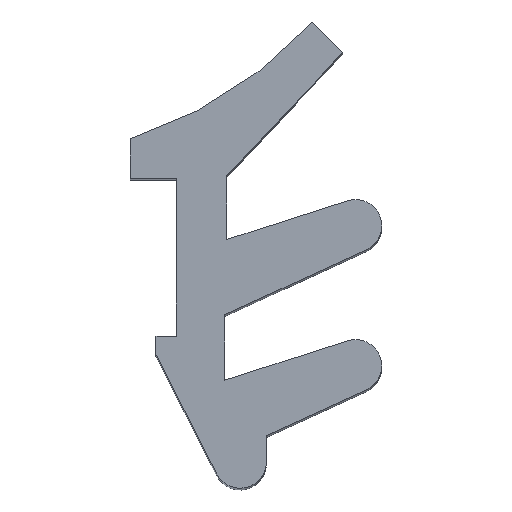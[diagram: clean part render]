
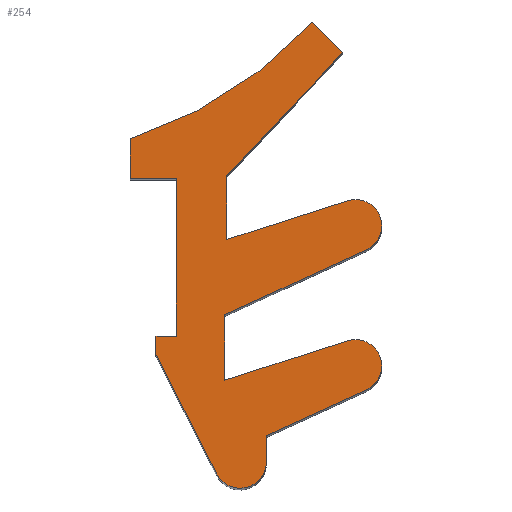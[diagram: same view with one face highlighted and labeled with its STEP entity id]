
A CAD part, top view. The second image highlights one B-rep face of the part: STEP entity #254.
In plain terms, the highlighted planar face has unit normal (0, 0, 1).
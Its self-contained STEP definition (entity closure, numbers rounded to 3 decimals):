
#1 = CARTESIAN_POINT ( 'NONE',  ( 0., 6., 40. ) ) ;
#2 = CARTESIAN_POINT ( 'NONE',  ( 6.312, 10.765, 40. ) ) ;
#4 = VERTEX_POINT ( 'NONE', #2 ) ;
#10 = VERTEX_POINT ( 'NONE', #625 ) ;
#12 = EDGE_CURVE ( 'NONE', #216, #414, #680, .T. ) ;
#18 = AXIS2_PLACEMENT_3D ( 'NONE', #581, #21, #121 ) ;
#19 = DIRECTION ( 'NONE',  ( 0., -1., 0. ) ) ;
#21 = DIRECTION ( 'NONE',  ( 0., 0., -1. ) ) ;
#24 = CARTESIAN_POINT ( 'NONE',  ( 1.836, 0.812, 40. ) ) ;
#26 = VERTEX_POINT ( 'NONE', #228 ) ;
#32 = VERTEX_POINT ( 'NONE', #514 ) ;
#38 = VERTEX_POINT ( 'NONE', #470 ) ;
#56 = VERTEX_POINT ( 'NONE', #413 ) ;
#57 = CARTESIAN_POINT ( 'NONE',  ( -0.776, -0.7, 40. ) ) ;
#59 = EDGE_CURVE ( 'NONE', #379, #32, #634, .T. ) ;
#63 = EDGE_CURVE ( 'NONE', #372, #615, #101, .T. ) ;
#66 = VECTOR ( 'NONE', #528, 1000. ) ;
#69 = LINE ( 'NONE', #300, #361 ) ;
#76 = CARTESIAN_POINT ( 'NONE',  ( 1.92, 6.102, 40. ) ) ;
#80 = ORIENTED_EDGE ( 'NONE', *, *, #305, .T. ) ;
#82 = CARTESIAN_POINT ( 'NONE',  ( 1.836, -1.675, 40. ) ) ;
#86 = DIRECTION ( 'NONE',  ( 0.453, -0.891, 0. ) ) ;
#90 = VECTOR ( 'NONE', #531, 1000. ) ;
#91 = VECTOR ( 'NONE', #480, 1000. ) ;
#101 = CIRCLE ( 'NONE', #517, 1. ) ;
#105 = LINE ( 'NONE', #340, #91 ) ;
#121 = DIRECTION ( 'NONE',  ( 0., -1., 0. ) ) ;
#128 = DIRECTION ( 'NONE',  ( 0., 0., 1. ) ) ;
#132 = DIRECTION ( 'NONE',  ( -1., 0., 0. ) ) ;
#133 = ORIENTED_EDGE ( 'NONE', *, *, #197, .T. ) ;
#134 = CARTESIAN_POINT ( 'NONE',  ( 6.496, 5.144, 40. ) ) ;
#135 = LINE ( 'NONE', #476, #297 ) ;
#139 = DIRECTION ( 'NONE',  ( -0.952, -0.306, 0. ) ) ;
#140 = VERTEX_POINT ( 'NONE', #490 ) ;
#143 = CARTESIAN_POINT ( 'NONE',  ( 1.836, -1.675, 40. ) ) ;
#146 = EDGE_CURVE ( 'NONE', #4, #328, #707, .T. ) ;
#151 = VECTOR ( 'NONE', #139, 1000. ) ;
#157 = CARTESIAN_POINT ( 'NONE',  ( 6.312, 10.765, 40. ) ) ;
#167 = ORIENTED_EDGE ( 'NONE', *, *, #59, .T. ) ;
#176 = DIRECTION ( 'NONE',  ( 0.686, 0.728, 0. ) ) ;
#180 = ORIENTED_EDGE ( 'NONE', *, *, #200, .T. ) ;
#181 = CARTESIAN_POINT ( 'NONE',  ( -1.753, 7.5, 40. ) ) ;
#187 = LINE ( 'NONE', #430, #387 ) ;
#191 = CARTESIAN_POINT ( 'NONE',  ( 5.18, 11.938, 40. ) ) ;
#195 = LINE ( 'NONE', #76, #66 ) ;
#197 = EDGE_CURVE ( 'NONE', #615, #26, #135, .T. ) ;
#200 = EDGE_CURVE ( 'NONE', #328, #577, #285, .T. ) ;
#201 = EDGE_CURVE ( 'NONE', #32, #216, #187, .T. ) ;
#202 = CARTESIAN_POINT ( 'NONE',  ( -0.776, -0.7, 40. ) ) ;
#212 = VECTOR ( 'NONE', #176, 1000. ) ;
#213 = CARTESIAN_POINT ( 'NONE',  ( 5.18, 11.938, 40. ) ) ;
#214 = VERTEX_POINT ( 'NONE', #427 ) ;
#216 = VERTEX_POINT ( 'NONE', #301 ) ;
#223 = EDGE_CURVE ( 'NONE', #419, #56, #371, .T. ) ;
#227 = DIRECTION ( 'NONE',  ( 0.909, 0.417, 0. ) ) ;
#228 = CARTESIAN_POINT ( 'NONE',  ( 1.92, 3.673, 40. ) ) ;
#230 = EDGE_CURVE ( 'NONE', #214, #709, #399, .T. ) ;
#232 = VECTOR ( 'NONE', #404, 1000. ) ;
#236 = DIRECTION ( 'NONE',  ( -1., 0., 0. ) ) ;
#244 = DIRECTION ( 'NONE',  ( -0.694, 0.72, 0. ) ) ;
#252 = DIRECTION ( 'NONE',  ( -1., 0., 0. ) ) ;
#253 = EDGE_CURVE ( 'NONE', #26, #140, #195, .T. ) ;
#254 = ADVANCED_FACE ( 'NONE', ( #636 ), #309, .F. ) ;
#268 = ORIENTED_EDGE ( 'NONE', *, *, #253, .T. ) ;
#271 = EDGE_LOOP ( 'NONE', ( #589, #167, #651, #499, #80, #541, #580, #663, #291, #307, #408, #598, #276, #133, #268, #390, #494, #180, #722 ) ) ;
#276 = ORIENTED_EDGE ( 'NONE', *, *, #63, .T. ) ;
#279 = EDGE_CURVE ( 'NONE', #325, #607, #538, .T. ) ;
#285 = CIRCLE ( 'NONE', #310, 16. ) ;
#291 = ORIENTED_EDGE ( 'NONE', *, *, #279, .T. ) ;
#297 = VECTOR ( 'NONE', #362, 1000. ) ;
#300 = CARTESIAN_POINT ( 'NONE',  ( 7.219, -2.038, 40. ) ) ;
#301 = CARTESIAN_POINT ( 'NONE',  ( -0.776, 0., 40. ) ) ;
#305 = EDGE_CURVE ( 'NONE', #414, #214, #505, .T. ) ;
#307 = ORIENTED_EDGE ( 'NONE', *, *, #406, .T. ) ;
#309 = PLANE ( 'NONE',  #18 ) ;
#310 = AXIS2_PLACEMENT_3D ( 'NONE', #704, #317, #236 ) ;
#317 = DIRECTION ( 'NONE',  ( 0., 0., -1. ) ) ;
#325 = VERTEX_POINT ( 'NONE', #617 ) ;
#328 = VERTEX_POINT ( 'NONE', #213 ) ;
#329 = CARTESIAN_POINT ( 'NONE',  ( 0., 6., 40. ) ) ;
#338 = CARTESIAN_POINT ( 'NONE',  ( 6.802, 4.192, 40. ) ) ;
#340 = CARTESIAN_POINT ( 'NONE',  ( 3.418, -3.782, 40. ) ) ;
#341 = DIRECTION ( 'NONE',  ( -1., 0., 0. ) ) ;
#349 = VECTOR ( 'NONE', #677, 1000. ) ;
#361 = VECTOR ( 'NONE', #227, 1000. ) ;
#362 = DIRECTION ( 'NONE',  ( -0.952, -0.306, 0. ) ) ;
#371 = LINE ( 'NONE', #24, #90 ) ;
#372 = VERTEX_POINT ( 'NONE', #385 ) ;
#379 = VERTEX_POINT ( 'NONE', #329 ) ;
#382 = CARTESIAN_POINT ( 'NONE',  ( 1.527, -5.23, 40. ) ) ;
#385 = CARTESIAN_POINT ( 'NONE',  ( 7.219, 3.284, 40. ) ) ;
#387 = VECTOR ( 'NONE', #132, 1000. ) ;
#390 = ORIENTED_EDGE ( 'NONE', *, *, #525, .T. ) ;
#396 = DIRECTION ( 'NONE',  ( 0.909, 0.417, 0. ) ) ;
#399 = CIRCLE ( 'NONE', #596, 1. ) ;
#404 = DIRECTION ( 'NONE',  ( 0., -1., 0. ) ) ;
#406 = EDGE_CURVE ( 'NONE', #607, #419, #507, .T. ) ;
#408 = ORIENTED_EDGE ( 'NONE', *, *, #223, .T. ) ;
#413 = CARTESIAN_POINT ( 'NONE',  ( 1.836, 0.812, 40. ) ) ;
#414 = VERTEX_POINT ( 'NONE', #202 ) ;
#419 = VERTEX_POINT ( 'NONE', #82 ) ;
#426 = LINE ( 'NONE', #653, #647 ) ;
#427 = CARTESIAN_POINT ( 'NONE',  ( 1.527, -5.23, 40. ) ) ;
#430 = CARTESIAN_POINT ( 'NONE',  ( -0.776, 0., 40. ) ) ;
#440 = CARTESIAN_POINT ( 'NONE',  ( 3.418, -4.777, 40. ) ) ;
#448 = VECTOR ( 'NONE', #396, 1000. ) ;
#454 = LINE ( 'NONE', #1, #349 ) ;
#469 = AXIS2_PLACEMENT_3D ( 'NONE', #588, #547, #558 ) ;
#470 = CARTESIAN_POINT ( 'NONE',  ( -1.753, 6., 40. ) ) ;
#474 = EDGE_CURVE ( 'NONE', #56, #372, #640, .T. ) ;
#475 = EDGE_CURVE ( 'NONE', #38, #379, #454, .T. ) ;
#476 = CARTESIAN_POINT ( 'NONE',  ( 1.92, 3.673, 40. ) ) ;
#480 = DIRECTION ( 'NONE',  ( 0., 1., 0. ) ) ;
#484 = VECTOR ( 'NONE', #86, 1000. ) ;
#488 = EDGE_CURVE ( 'NONE', #10, #325, #69, .T. ) ;
#489 = CARTESIAN_POINT ( 'NONE',  ( 6.496, -0.177, 40. ) ) ;
#490 = CARTESIAN_POINT ( 'NONE',  ( 1.92, 6.102, 40. ) ) ;
#494 = ORIENTED_EDGE ( 'NONE', *, *, #146, .T. ) ;
#499 = ORIENTED_EDGE ( 'NONE', *, *, #12, .T. ) ;
#505 = LINE ( 'NONE', #382, #484 ) ;
#507 = LINE ( 'NONE', #143, #151 ) ;
#514 = CARTESIAN_POINT ( 'NONE',  ( 0., 0., 40. ) ) ;
#517 = AXIS2_PLACEMENT_3D ( 'NONE', #338, #579, #341 ) ;
#519 = CARTESIAN_POINT ( 'NONE',  ( 7.219, 3.284, 40. ) ) ;
#525 = EDGE_CURVE ( 'NONE', #140, #4, #624, .T. ) ;
#528 = DIRECTION ( 'NONE',  ( 0., 1., 0. ) ) ;
#531 = DIRECTION ( 'NONE',  ( 0., 1., 0. ) ) ;
#538 = CIRCLE ( 'NONE', #469, 1. ) ;
#541 = ORIENTED_EDGE ( 'NONE', *, *, #230, .T. ) ;
#547 = DIRECTION ( 'NONE',  ( 0., 0., 1. ) ) ;
#550 = EDGE_CURVE ( 'NONE', #709, #10, #105, .T. ) ;
#553 = VECTOR ( 'NONE', #244, 1000. ) ;
#558 = DIRECTION ( 'NONE',  ( -1., 0., 0. ) ) ;
#573 = DIRECTION ( 'NONE',  ( 0., -1., 0. ) ) ;
#577 = VERTEX_POINT ( 'NONE', #181 ) ;
#579 = DIRECTION ( 'NONE',  ( 0., 0., 1. ) ) ;
#580 = ORIENTED_EDGE ( 'NONE', *, *, #550, .T. ) ;
#581 = CARTESIAN_POINT ( 'NONE',  ( -6.622, 22.741, 40. ) ) ;
#588 = CARTESIAN_POINT ( 'NONE',  ( 6.802, -1.129, 40. ) ) ;
#589 = ORIENTED_EDGE ( 'NONE', *, *, #475, .T. ) ;
#592 = CARTESIAN_POINT ( 'NONE',  ( 2.418, -4.777, 40. ) ) ;
#596 = AXIS2_PLACEMENT_3D ( 'NONE', #592, #128, #252 ) ;
#598 = ORIENTED_EDGE ( 'NONE', *, *, #474, .T. ) ;
#607 = VERTEX_POINT ( 'NONE', #489 ) ;
#615 = VERTEX_POINT ( 'NONE', #134 ) ;
#617 = CARTESIAN_POINT ( 'NONE',  ( 7.219, -2.038, 40. ) ) ;
#624 = LINE ( 'NONE', #157, #212 ) ;
#625 = CARTESIAN_POINT ( 'NONE',  ( 3.418, -3.782, 40. ) ) ;
#634 = LINE ( 'NONE', #739, #232 ) ;
#636 = FACE_OUTER_BOUND ( 'NONE', #271, .T. ) ;
#640 = LINE ( 'NONE', #519, #448 ) ;
#647 = VECTOR ( 'NONE', #19, 1000. ) ;
#651 = ORIENTED_EDGE ( 'NONE', *, *, #201, .T. ) ;
#653 = CARTESIAN_POINT ( 'NONE',  ( -1.753, 6., 40. ) ) ;
#663 = ORIENTED_EDGE ( 'NONE', *, *, #488, .T. ) ;
#676 = EDGE_CURVE ( 'NONE', #577, #38, #426, .T. ) ;
#677 = DIRECTION ( 'NONE',  ( 1., 0., 0. ) ) ;
#680 = LINE ( 'NONE', #57, #738 ) ;
#704 = CARTESIAN_POINT ( 'NONE',  ( -6.622, 22.741, 40. ) ) ;
#707 = LINE ( 'NONE', #191, #553 ) ;
#709 = VERTEX_POINT ( 'NONE', #440 ) ;
#722 = ORIENTED_EDGE ( 'NONE', *, *, #676, .T. ) ;
#738 = VECTOR ( 'NONE', #573, 1000. ) ;
#739 = CARTESIAN_POINT ( 'NONE',  ( 0., 6., 40. ) ) ;
